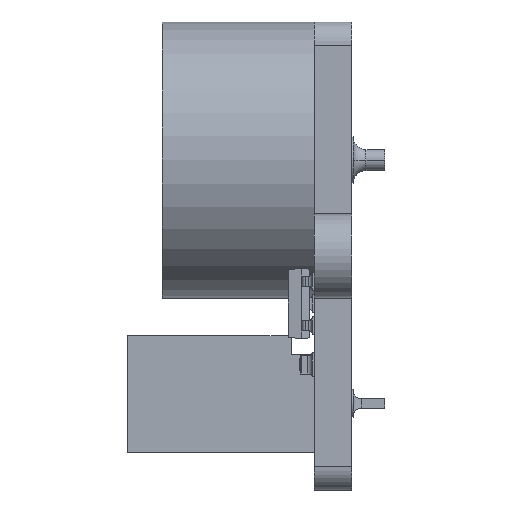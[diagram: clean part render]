
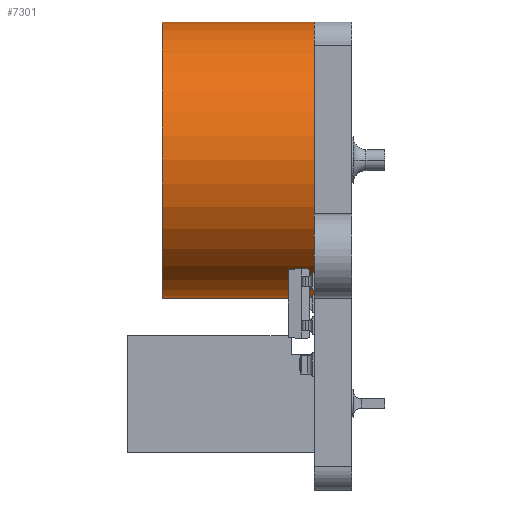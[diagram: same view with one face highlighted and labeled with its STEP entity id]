
A CAD part, left-side view. The second image highlights one B-rep face of the part: STEP entity #7301.
In plain terms, the highlighted cylindrical face has radius 5.9 mm (diameter 11.8 mm), a partial arc.
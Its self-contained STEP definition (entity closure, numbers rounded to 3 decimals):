
#835 = EDGE_LOOP ( 'NONE', ( #1308, #1377, #1251, #1255 ) ) ;
#1185 = EDGE_CURVE ( 'NONE', #12475, #12472, #2209, .T. ) ;
#1251 = ORIENTED_EDGE ( 'NONE', *, *, #1438, .T. ) ;
#1255 = ORIENTED_EDGE ( 'NONE', *, *, #1267, .T. ) ;
#1267 = EDGE_CURVE ( 'NONE', #12507, #12516, #2313, .T. ) ;
#1275 = EDGE_CURVE ( 'NONE', #12472, #12516, #2302, .T. ) ;
#1308 = ORIENTED_EDGE ( 'NONE', *, *, #1275, .F. ) ;
#1377 = ORIENTED_EDGE ( 'NONE', *, *, #1185, .F. ) ;
#1438 = EDGE_CURVE ( 'NONE', #12475, #12507, #3862, .T. ) ;
#1961 = AXIS2_PLACEMENT_3D ( 'NONE', #9894, #9895, #9919 ) ;
#1978 = AXIS2_PLACEMENT_3D ( 'NONE', #9798, #9800, #9802 ) ;
#2108 = AXIS2_PLACEMENT_3D ( 'NONE', #6737, #6738, #6743 ) ;
#2209 = CIRCLE ( 'NONE', #1978, 5.9 ) ;
#2302 = LINE ( 'NONE', #9898, #2320 ) ;
#2313 = CIRCLE ( 'NONE', #1961, 5.9 ) ;
#2320 = VECTOR ( 'NONE', #9887, 1000. ) ;
#3792 = VECTOR ( 'NONE', #10079, 1000. ) ;
#3862 = LINE ( 'NONE', #10071, #3792 ) ;
#4242 = FACE_OUTER_BOUND ( 'NONE', #835, .T. ) ;
#4244 = CYLINDRICAL_SURFACE ( 'NONE', #2108, 5.9 ) ;
#5444 = CARTESIAN_POINT ( 'NONE',  ( 0., 0., 5.9 ) ) ;
#6507 = CARTESIAN_POINT ( 'NONE',  ( 0., 6.5, -5.9 ) ) ;
#6530 = CARTESIAN_POINT ( 'NONE',  ( 0., 6.5, 5.9 ) ) ;
#6737 = CARTESIAN_POINT ( 'NONE',  ( 0., 6.5, 0. ) ) ;
#6738 = DIRECTION ( 'NONE',  ( 0., -1., 0. ) ) ;
#6743 = DIRECTION ( 'NONE',  ( 0., 0., -1. ) ) ;
#7301 = ADVANCED_FACE ( 'NONE', ( #4242 ), #4244, .T. ) ;
#9798 = CARTESIAN_POINT ( 'NONE',  ( 0., 6.5, 0. ) ) ;
#9800 = DIRECTION ( 'NONE',  ( 0., 1., 0. ) ) ;
#9802 = DIRECTION ( 'NONE',  ( 0., 0., 1. ) ) ;
#9887 = DIRECTION ( 'NONE',  ( 0., -1., 0. ) ) ;
#9894 = CARTESIAN_POINT ( 'NONE',  ( 0., 0., 0. ) ) ;
#9895 = DIRECTION ( 'NONE',  ( 0., 1., 0. ) ) ;
#9898 = CARTESIAN_POINT ( 'NONE',  ( 0., 6.5, 5.9 ) ) ;
#9919 = DIRECTION ( 'NONE',  ( 0., 0., 1. ) ) ;
#10071 = CARTESIAN_POINT ( 'NONE',  ( 0., 6.5, -5.9 ) ) ;
#10079 = DIRECTION ( 'NONE',  ( 0., -1., 0. ) ) ;
#11986 = CARTESIAN_POINT ( 'NONE',  ( 0., 0., -5.9 ) ) ;
#12472 = VERTEX_POINT ( 'NONE', #6530 ) ;
#12475 = VERTEX_POINT ( 'NONE', #6507 ) ;
#12507 = VERTEX_POINT ( 'NONE', #11986 ) ;
#12516 = VERTEX_POINT ( 'NONE', #5444 ) ;
